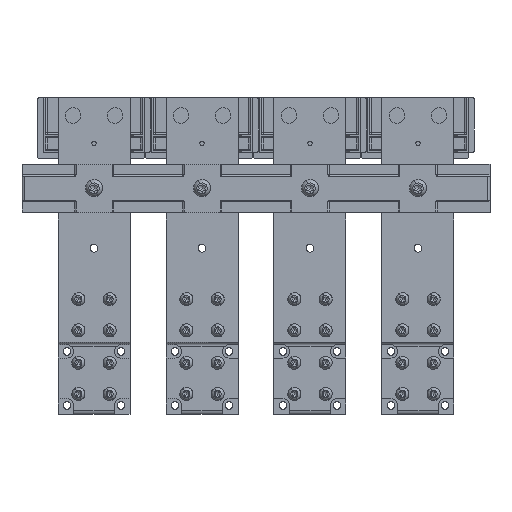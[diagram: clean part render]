
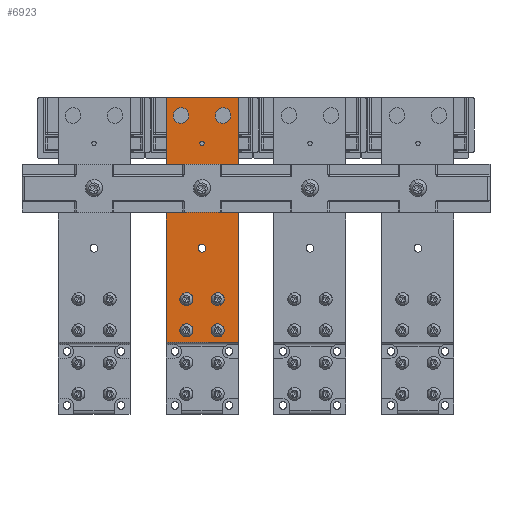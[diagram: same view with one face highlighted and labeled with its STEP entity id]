
A CAD part, front view. The second image highlights one B-rep face of the part: STEP entity #6923.
In plain terms, the highlighted planar face has unit normal (0, -1, 0).
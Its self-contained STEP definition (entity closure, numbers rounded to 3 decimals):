
#6721=AXIS2_PLACEMENT_3D('Circle Axis2P3D',#6719,#6720,$) ;
#6734=AXIS2_PLACEMENT_3D('Plane Axis2P3D',#6731,#6732,#6733) ;
#6772=AXIS2_PLACEMENT_3D('Circle Axis2P3D',#6770,#6771,$) ;
#6781=AXIS2_PLACEMENT_3D('Circle Axis2P3D',#6779,#6780,$) ;
#6790=AXIS2_PLACEMENT_3D('Circle Axis2P3D',#6788,#6789,$) ;
#6799=AXIS2_PLACEMENT_3D('Circle Axis2P3D',#6797,#6798,$) ;
#6808=AXIS2_PLACEMENT_3D('Circle Axis2P3D',#6806,#6807,$) ;
#6817=AXIS2_PLACEMENT_3D('Circle Axis2P3D',#6815,#6816,$) ;
#6826=AXIS2_PLACEMENT_3D('Circle Axis2P3D',#6824,#6825,$) ;
#6835=AXIS2_PLACEMENT_3D('Circle Axis2P3D',#6833,#6834,$) ;
#6844=AXIS2_PLACEMENT_3D('Circle Axis2P3D',#6842,#6843,$) ;
#6853=AXIS2_PLACEMENT_3D('Circle Axis2P3D',#6851,#6852,$) ;
#6862=AXIS2_PLACEMENT_3D('Circle Axis2P3D',#6860,#6861,$) ;
#6871=AXIS2_PLACEMENT_3D('Circle Axis2P3D',#6869,#6870,$) ;
#6880=AXIS2_PLACEMENT_3D('Circle Axis2P3D',#6878,#6879,$) ;
#6889=AXIS2_PLACEMENT_3D('Circle Axis2P3D',#6887,#6888,$) ;
#6898=AXIS2_PLACEMENT_3D('Circle Axis2P3D',#6896,#6897,$) ;
#6907=AXIS2_PLACEMENT_3D('Circle Axis2P3D',#6905,#6906,$) ;
#6916=AXIS2_PLACEMENT_3D('Circle Axis2P3D',#6914,#6915,$) ;
#6702=CARTESIAN_POINT('Vertex',(-135.083,-37.,362.907)) ;
#6716=CARTESIAN_POINT('Vertex',(-140.917,-37.,366.093)) ;
#6719=CARTESIAN_POINT('Axis2P3D Location',(-138.,-37.,364.5)) ;
#6731=CARTESIAN_POINT('Axis2P3D Location',(-108.,-37.,236.)) ;
#6736=CARTESIAN_POINT('Line Origine',(-168.,-37.,338.)) ;
#6740=CARTESIAN_POINT('Vertex',(-168.,-37.,440.)) ;
#6742=CARTESIAN_POINT('Vertex',(-168.,-37.,236.)) ;
#6745=CARTESIAN_POINT('Line Origine',(-138.,-37.,236.)) ;
#6749=CARTESIAN_POINT('Vertex',(-108.,-37.,236.)) ;
#6752=CARTESIAN_POINT('Line Origine',(-108.,-37.,338.)) ;
#6756=CARTESIAN_POINT('Vertex',(-108.,-37.,440.)) ;
#6759=CARTESIAN_POINT('Line Origine',(-138.,-37.,440.)) ;
#6770=CARTESIAN_POINT('Axis2P3D Location',(-138.,-37.,314.5)) ;
#6774=CARTESIAN_POINT('Vertex',(-135.083,-37.,312.907)) ;
#6776=CARTESIAN_POINT('Vertex',(-140.917,-37.,316.093)) ;
#6779=CARTESIAN_POINT('Axis2P3D Location',(-138.,-37.,314.5)) ;
#6788=CARTESIAN_POINT('Axis2P3D Location',(-138.,-37.,364.5)) ;
#6797=CARTESIAN_POINT('Axis2P3D Location',(-151.,-37.,246.)) ;
#6801=CARTESIAN_POINT('Vertex',(-146.173,-37.,243.363)) ;
#6803=CARTESIAN_POINT('Vertex',(-155.827,-37.,248.637)) ;
#6806=CARTESIAN_POINT('Axis2P3D Location',(-151.,-37.,246.)) ;
#6815=CARTESIAN_POINT('Axis2P3D Location',(-120.5,-37.,425.)) ;
#6819=CARTESIAN_POINT('Vertex',(-126.204,-37.,421.884)) ;
#6821=CARTESIAN_POINT('Vertex',(-114.796,-37.,428.116)) ;
#6824=CARTESIAN_POINT('Axis2P3D Location',(-120.5,-37.,425.)) ;
#6833=CARTESIAN_POINT('Axis2P3D Location',(-138.,-37.,402.)) ;
#6837=CARTESIAN_POINT('Vertex',(-139.58,-37.,401.137)) ;
#6839=CARTESIAN_POINT('Vertex',(-136.42,-37.,402.863)) ;
#6842=CARTESIAN_POINT('Axis2P3D Location',(-138.,-37.,402.)) ;
#6851=CARTESIAN_POINT('Axis2P3D Location',(-155.5,-37.,425.)) ;
#6855=CARTESIAN_POINT('Vertex',(-161.204,-37.,421.884)) ;
#6857=CARTESIAN_POINT('Vertex',(-149.796,-37.,428.116)) ;
#6860=CARTESIAN_POINT('Axis2P3D Location',(-155.5,-37.,425.)) ;
#6869=CARTESIAN_POINT('Axis2P3D Location',(-125.,-37.,246.)) ;
#6873=CARTESIAN_POINT('Vertex',(-120.173,-37.,243.363)) ;
#6875=CARTESIAN_POINT('Vertex',(-129.827,-37.,248.637)) ;
#6878=CARTESIAN_POINT('Axis2P3D Location',(-125.,-37.,246.)) ;
#6887=CARTESIAN_POINT('Axis2P3D Location',(-151.,-37.,272.)) ;
#6891=CARTESIAN_POINT('Vertex',(-146.173,-37.,269.363)) ;
#6893=CARTESIAN_POINT('Vertex',(-155.827,-37.,274.637)) ;
#6896=CARTESIAN_POINT('Axis2P3D Location',(-151.,-37.,272.)) ;
#6905=CARTESIAN_POINT('Axis2P3D Location',(-125.,-37.,272.)) ;
#6909=CARTESIAN_POINT('Vertex',(-120.173,-37.,269.363)) ;
#6911=CARTESIAN_POINT('Vertex',(-129.827,-37.,274.637)) ;
#6914=CARTESIAN_POINT('Axis2P3D Location',(-125.,-37.,272.)) ;
#6720=DIRECTION('Axis2P3D Direction',(0.,1.,0.)) ;
#6732=DIRECTION('Axis2P3D Direction',(0.,-1.,0.)) ;
#6733=DIRECTION('Axis2P3D XDirection',(0.,0.,1.)) ;
#6737=DIRECTION('Vector Direction',(0.,0.,1.)) ;
#6746=DIRECTION('Vector Direction',(-1.,0.,0.)) ;
#6753=DIRECTION('Vector Direction',(0.,0.,1.)) ;
#6760=DIRECTION('Vector Direction',(-1.,0.,0.)) ;
#6771=DIRECTION('Axis2P3D Direction',(0.,-1.,0.)) ;
#6780=DIRECTION('Axis2P3D Direction',(0.,-1.,0.)) ;
#6789=DIRECTION('Axis2P3D Direction',(0.,-1.,0.)) ;
#6798=DIRECTION('Axis2P3D Direction',(0.,-1.,0.)) ;
#6807=DIRECTION('Axis2P3D Direction',(0.,-1.,0.)) ;
#6816=DIRECTION('Axis2P3D Direction',(0.,-1.,0.)) ;
#6825=DIRECTION('Axis2P3D Direction',(0.,-1.,0.)) ;
#6834=DIRECTION('Axis2P3D Direction',(0.,-1.,0.)) ;
#6843=DIRECTION('Axis2P3D Direction',(0.,-1.,0.)) ;
#6852=DIRECTION('Axis2P3D Direction',(0.,-1.,0.)) ;
#6861=DIRECTION('Axis2P3D Direction',(0.,-1.,0.)) ;
#6870=DIRECTION('Axis2P3D Direction',(0.,-1.,0.)) ;
#6879=DIRECTION('Axis2P3D Direction',(0.,-1.,0.)) ;
#6888=DIRECTION('Axis2P3D Direction',(0.,-1.,0.)) ;
#6897=DIRECTION('Axis2P3D Direction',(0.,-1.,0.)) ;
#6906=DIRECTION('Axis2P3D Direction',(0.,-1.,0.)) ;
#6915=DIRECTION('Axis2P3D Direction',(0.,-1.,0.)) ;
#6738=VECTOR('Line Direction',#6737,1.) ;
#6747=VECTOR('Line Direction',#6746,1.) ;
#6754=VECTOR('Line Direction',#6753,1.) ;
#6761=VECTOR('Line Direction',#6760,1.) ;
#6765=ORIENTED_EDGE('',*,*,#6744,.T.) ;
#6766=ORIENTED_EDGE('',*,*,#6751,.F.) ;
#6767=ORIENTED_EDGE('',*,*,#6758,.F.) ;
#6768=ORIENTED_EDGE('',*,*,#6763,.T.) ;
#6785=ORIENTED_EDGE('',*,*,#6778,.F.) ;
#6786=ORIENTED_EDGE('',*,*,#6783,.F.) ;
#6794=ORIENTED_EDGE('',*,*,#6792,.F.) ;
#6795=ORIENTED_EDGE('',*,*,#6723,.F.) ;
#6812=ORIENTED_EDGE('',*,*,#6805,.F.) ;
#6813=ORIENTED_EDGE('',*,*,#6810,.F.) ;
#6830=ORIENTED_EDGE('',*,*,#6823,.F.) ;
#6831=ORIENTED_EDGE('',*,*,#6828,.F.) ;
#6848=ORIENTED_EDGE('',*,*,#6841,.F.) ;
#6849=ORIENTED_EDGE('',*,*,#6846,.F.) ;
#6866=ORIENTED_EDGE('',*,*,#6859,.F.) ;
#6867=ORIENTED_EDGE('',*,*,#6864,.F.) ;
#6884=ORIENTED_EDGE('',*,*,#6877,.F.) ;
#6885=ORIENTED_EDGE('',*,*,#6882,.F.) ;
#6902=ORIENTED_EDGE('',*,*,#6895,.F.) ;
#6903=ORIENTED_EDGE('',*,*,#6900,.F.) ;
#6920=ORIENTED_EDGE('',*,*,#6913,.F.) ;
#6921=ORIENTED_EDGE('',*,*,#6918,.F.) ;
#6787=FACE_BOUND('',#6784,.T.) ;
#6796=FACE_BOUND('',#6793,.T.) ;
#6814=FACE_BOUND('',#6811,.T.) ;
#6832=FACE_BOUND('',#6829,.T.) ;
#6850=FACE_BOUND('',#6847,.T.) ;
#6868=FACE_BOUND('',#6865,.T.) ;
#6886=FACE_BOUND('',#6883,.T.) ;
#6904=FACE_BOUND('',#6901,.T.) ;
#6922=FACE_BOUND('',#6919,.T.) ;
#6923=ADVANCED_FACE('RB7556802_1PD_001_00_FRONT TERMINAL ASSEMBLY E2.2 WITHDRAWABL.2\\RB7552001_1PA_001_00_FRONT TERMINAL E2.2 FIXED.1\\PartBody',(#6769,#6787,#6796,#6814,#6832,#6850,#6868,#6886,#6904,#6922),#6735,.T.) ;
#6722=CIRCLE('generated circle',#6721,3.324) ;
#6773=CIRCLE('generated circle',#6772,3.324) ;
#6782=CIRCLE('generated circle',#6781,3.324) ;
#6791=CIRCLE('generated circle',#6790,3.324) ;
#6800=CIRCLE('generated circle',#6799,5.5) ;
#6809=CIRCLE('generated circle',#6808,5.5) ;
#6818=CIRCLE('generated circle',#6817,6.5) ;
#6827=CIRCLE('generated circle',#6826,6.5) ;
#6836=CIRCLE('generated circle',#6835,1.8) ;
#6845=CIRCLE('generated circle',#6844,1.8) ;
#6854=CIRCLE('generated circle',#6853,6.5) ;
#6863=CIRCLE('generated circle',#6862,6.5) ;
#6872=CIRCLE('generated circle',#6871,5.5) ;
#6881=CIRCLE('generated circle',#6880,5.5) ;
#6890=CIRCLE('generated circle',#6889,5.5) ;
#6899=CIRCLE('generated circle',#6898,5.5) ;
#6908=CIRCLE('generated circle',#6907,5.5) ;
#6917=CIRCLE('generated circle',#6916,5.5) ;
#6723=EDGE_CURVE('',#6717,#6703,#6722,.F.) ;
#6744=EDGE_CURVE('',#6741,#6743,#6739,.F.) ;
#6751=EDGE_CURVE('',#6750,#6743,#6748,.T.) ;
#6758=EDGE_CURVE('',#6757,#6750,#6755,.F.) ;
#6763=EDGE_CURVE('',#6757,#6741,#6762,.T.) ;
#6778=EDGE_CURVE('',#6775,#6777,#6773,.T.) ;
#6783=EDGE_CURVE('',#6777,#6775,#6782,.T.) ;
#6792=EDGE_CURVE('',#6703,#6717,#6791,.T.) ;
#6805=EDGE_CURVE('',#6802,#6804,#6800,.T.) ;
#6810=EDGE_CURVE('',#6804,#6802,#6809,.T.) ;
#6823=EDGE_CURVE('',#6820,#6822,#6818,.T.) ;
#6828=EDGE_CURVE('',#6822,#6820,#6827,.T.) ;
#6841=EDGE_CURVE('',#6838,#6840,#6836,.T.) ;
#6846=EDGE_CURVE('',#6840,#6838,#6845,.T.) ;
#6859=EDGE_CURVE('',#6856,#6858,#6854,.T.) ;
#6864=EDGE_CURVE('',#6858,#6856,#6863,.T.) ;
#6877=EDGE_CURVE('',#6874,#6876,#6872,.T.) ;
#6882=EDGE_CURVE('',#6876,#6874,#6881,.T.) ;
#6895=EDGE_CURVE('',#6892,#6894,#6890,.T.) ;
#6900=EDGE_CURVE('',#6894,#6892,#6899,.T.) ;
#6913=EDGE_CURVE('',#6910,#6912,#6908,.T.) ;
#6918=EDGE_CURVE('',#6912,#6910,#6917,.T.) ;
#6764=EDGE_LOOP('',(#6765,#6766,#6767,#6768)) ;
#6784=EDGE_LOOP('',(#6785,#6786)) ;
#6793=EDGE_LOOP('',(#6794,#6795)) ;
#6811=EDGE_LOOP('',(#6812,#6813)) ;
#6829=EDGE_LOOP('',(#6830,#6831)) ;
#6847=EDGE_LOOP('',(#6848,#6849)) ;
#6865=EDGE_LOOP('',(#6866,#6867)) ;
#6883=EDGE_LOOP('',(#6884,#6885)) ;
#6901=EDGE_LOOP('',(#6902,#6903)) ;
#6919=EDGE_LOOP('',(#6920,#6921)) ;
#6769=FACE_OUTER_BOUND('',#6764,.T.) ;
#6739=LINE('Line',#6736,#6738) ;
#6748=LINE('Line',#6745,#6747) ;
#6755=LINE('Line',#6752,#6754) ;
#6762=LINE('Line',#6759,#6761) ;
#6735=PLANE('',#6734) ;
#6703=VERTEX_POINT('',#6702) ;
#6717=VERTEX_POINT('',#6716) ;
#6741=VERTEX_POINT('',#6740) ;
#6743=VERTEX_POINT('',#6742) ;
#6750=VERTEX_POINT('',#6749) ;
#6757=VERTEX_POINT('',#6756) ;
#6775=VERTEX_POINT('',#6774) ;
#6777=VERTEX_POINT('',#6776) ;
#6802=VERTEX_POINT('',#6801) ;
#6804=VERTEX_POINT('',#6803) ;
#6820=VERTEX_POINT('',#6819) ;
#6822=VERTEX_POINT('',#6821) ;
#6838=VERTEX_POINT('',#6837) ;
#6840=VERTEX_POINT('',#6839) ;
#6856=VERTEX_POINT('',#6855) ;
#6858=VERTEX_POINT('',#6857) ;
#6874=VERTEX_POINT('',#6873) ;
#6876=VERTEX_POINT('',#6875) ;
#6892=VERTEX_POINT('',#6891) ;
#6894=VERTEX_POINT('',#6893) ;
#6910=VERTEX_POINT('',#6909) ;
#6912=VERTEX_POINT('',#6911) ;
